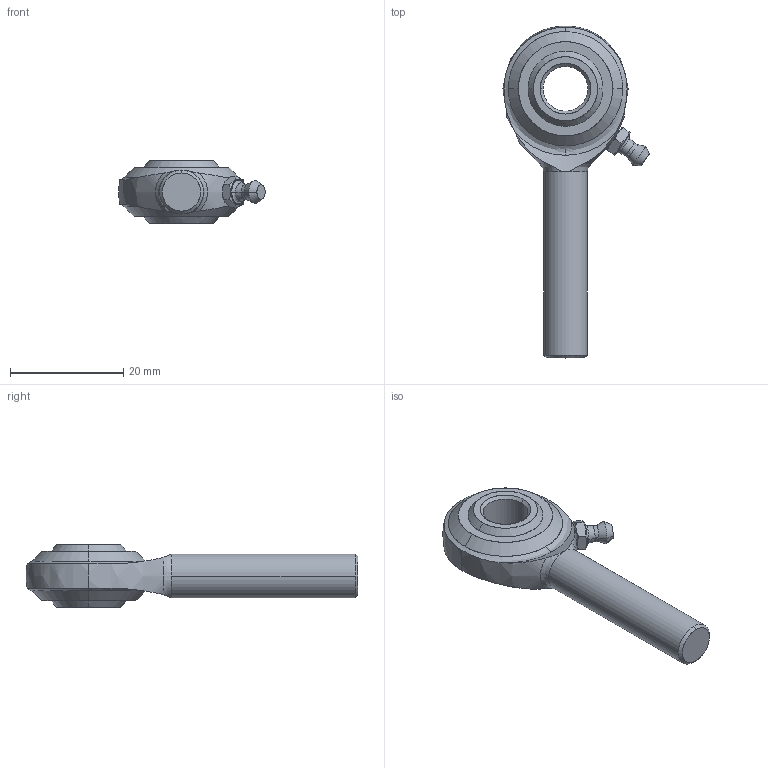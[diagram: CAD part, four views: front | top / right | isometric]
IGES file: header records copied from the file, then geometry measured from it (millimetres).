
Start section: SolidWorks IGES file using analytic representation for surfaces
Global section: file name: CFDEFAU081355535761.igs; native system: SolidWorks 2017; preprocessor: SolidWorks 2017; author: partstream; date: 170813.050555; units: millimetre
Bounding box: 25.89 x 58.74 x 11.1 mm (x, y, z)
Surface area: 2455.8 mm2 (no closed solid volume)
Topology: 0 solids, 0 shells, 64 faces, 1005 edges, 1010 vertices
Faces by surface type: bspline 32, revolution 32
